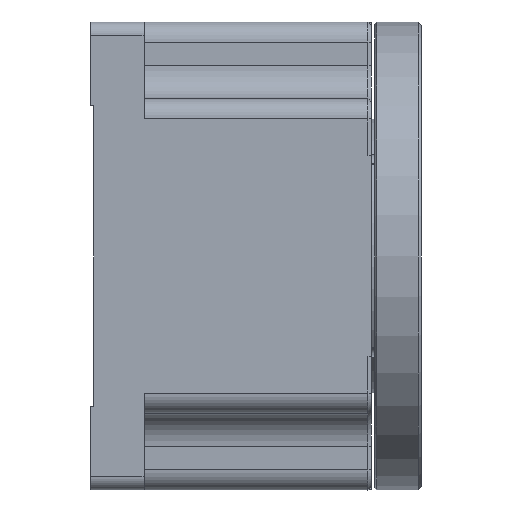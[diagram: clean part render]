
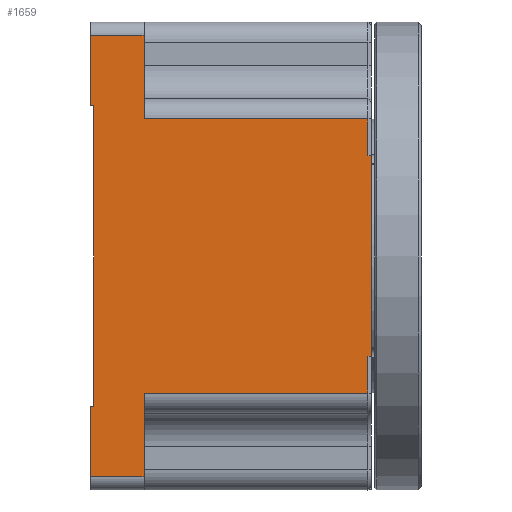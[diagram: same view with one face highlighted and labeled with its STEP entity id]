
A CAD part, front view. The second image highlights one B-rep face of the part: STEP entity #1659.
In plain terms, the highlighted planar face has unit normal (0, -1, 0).
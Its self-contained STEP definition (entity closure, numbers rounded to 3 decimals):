
#22 = EDGE_CURVE ( 'NONE', #1064, #3293, #3261, .T. ) ;
#72 = EDGE_CURVE ( 'NONE', #4144, #2528, #2919, .T. ) ;
#77 = CARTESIAN_POINT ( 'NONE',  ( -0.5, -35., 15. ) ) ;
#192 = CARTESIAN_POINT ( 'NONE',  ( -0.5, -35., -20.5 ) ) ;
#207 = DIRECTION ( 'NONE',  ( 1., 0., 0. ) ) ;
#241 = LINE ( 'NONE', #4948, #4930 ) ;
#244 = VERTEX_POINT ( 'NONE', #3823 ) ;
#275 = CARTESIAN_POINT ( 'NONE',  ( 0., -35., 15. ) ) ;
#278 = LINE ( 'NONE', #4168, #4327 ) ;
#336 = ORIENTED_EDGE ( 'NONE', *, *, #656, .F. ) ;
#415 = VERTEX_POINT ( 'NONE', #2033 ) ;
#434 = DIRECTION ( 'NONE',  ( -1., 0., 0. ) ) ;
#486 = LINE ( 'NONE', #4341, #4210 ) ;
#584 = ORIENTED_EDGE ( 'NONE', *, *, #3456, .F. ) ;
#656 = EDGE_CURVE ( 'NONE', #415, #4506, #486, .T. ) ;
#689 = CARTESIAN_POINT ( 'NONE',  ( -0.5, -35., -15. ) ) ;
#774 = VERTEX_POINT ( 'NONE', #275 ) ;
#808 = EDGE_CURVE ( 'NONE', #1911, #4378, #2569, .T. ) ;
#809 = ORIENTED_EDGE ( 'NONE', *, *, #3822, .T. ) ;
#829 = ORIENTED_EDGE ( 'NONE', *, *, #2770, .F. ) ;
#853 = VERTEX_POINT ( 'NONE', #1821 ) ;
#860 = LINE ( 'NONE', #2702, #1296 ) ;
#862 = VECTOR ( 'NONE', #3951, 1000. ) ;
#892 = VECTOR ( 'NONE', #207, 1000. ) ;
#1034 = DIRECTION ( 'NONE',  ( 0., 0., -1. ) ) ;
#1064 = VERTEX_POINT ( 'NONE', #4311 ) ;
#1085 = CARTESIAN_POINT ( 'NONE',  ( -34., -35., 20.5 ) ) ;
#1244 = VERTEX_POINT ( 'NONE', #3217 ) ;
#1261 = VECTOR ( 'NONE', #3212, 1000. ) ;
#1273 = LINE ( 'NONE', #2834, #1261 ) ;
#1290 = VECTOR ( 'NONE', #1034, 1000. ) ;
#1294 = CARTESIAN_POINT ( 'NONE',  ( -42., -35., -35. ) ) ;
#1296 = VECTOR ( 'NONE', #4243, 1000. ) ;
#1337 = LINE ( 'NONE', #1364, #1777 ) ;
#1338 = ORIENTED_EDGE ( 'NONE', *, *, #72, .T. ) ;
#1364 = CARTESIAN_POINT ( 'NONE',  ( -34., -35., -35. ) ) ;
#1376 = VECTOR ( 'NONE', #3800, 1000. ) ;
#1383 = FACE_OUTER_BOUND ( 'NONE', #2697, .T. ) ;
#1407 = DIRECTION ( 'NONE',  ( 0., 0., -1. ) ) ;
#1479 = CARTESIAN_POINT ( 'NONE',  ( -42., -35., -35. ) ) ;
#1562 = VECTOR ( 'NONE', #4870, 1000. ) ;
#1659 = ADVANCED_FACE ( 'NONE', ( #1383 ), #3348, .T. ) ;
#1710 = DIRECTION ( 'NONE',  ( -1., 0., 0. ) ) ;
#1726 = ORIENTED_EDGE ( 'NONE', *, *, #4333, .T. ) ;
#1763 = DIRECTION ( 'NONE',  ( 0., -1., 0. ) ) ;
#1768 = VECTOR ( 'NONE', #1969, 1000. ) ;
#1772 = CARTESIAN_POINT ( 'NONE',  ( -34., -35., -33. ) ) ;
#1773 = VERTEX_POINT ( 'NONE', #3480 ) ;
#1777 = VECTOR ( 'NONE', #2097, 1000. ) ;
#1821 = CARTESIAN_POINT ( 'NONE',  ( -42., -35., 33. ) ) ;
#1844 = CARTESIAN_POINT ( 'NONE',  ( -41.5, -35., 22.5 ) ) ;
#1862 = EDGE_CURVE ( 'NONE', #2302, #1911, #3834, .T. ) ;
#1886 = ORIENTED_EDGE ( 'NONE', *, *, #1862, .T. ) ;
#1911 = VERTEX_POINT ( 'NONE', #1844 ) ;
#1922 = CARTESIAN_POINT ( 'NONE',  ( -42., -35., 22.5 ) ) ;
#1932 = EDGE_CURVE ( 'NONE', #1244, #4456, #1995, .T. ) ;
#1969 = DIRECTION ( 'NONE',  ( 1., 0., 0. ) ) ;
#1995 = LINE ( 'NONE', #3500, #1768 ) ;
#2020 = VECTOR ( 'NONE', #3459, 1000. ) ;
#2033 = CARTESIAN_POINT ( 'NONE',  ( 0., -35., -15. ) ) ;
#2097 = DIRECTION ( 'NONE',  ( 0., 0., 1. ) ) ;
#2213 = LINE ( 'NONE', #4191, #3432 ) ;
#2224 = ORIENTED_EDGE ( 'NONE', *, *, #808, .T. ) ;
#2248 = DIRECTION ( 'NONE',  ( -1., 0., 0. ) ) ;
#2302 = VERTEX_POINT ( 'NONE', #4233 ) ;
#2492 = CARTESIAN_POINT ( 'NONE',  ( -42., -35., -22.5 ) ) ;
#2528 = VERTEX_POINT ( 'NONE', #4931 ) ;
#2536 = ORIENTED_EDGE ( 'NONE', *, *, #1932, .T. ) ;
#2569 = LINE ( 'NONE', #3326, #1562 ) ;
#2578 = EDGE_CURVE ( 'NONE', #853, #2302, #3762, .T. ) ;
#2606 = CARTESIAN_POINT ( 'NONE',  ( -34., -35., -35. ) ) ;
#2630 = VECTOR ( 'NONE', #2934, 1000. ) ;
#2697 = EDGE_LOOP ( 'NONE', ( #1886, #2224, #3152, #4131, #2536, #1726, #4536, #584, #336, #829, #809, #4399, #4649, #1338, #4091, #3749 ) ) ;
#2702 = CARTESIAN_POINT ( 'NONE',  ( -42., -35., 15. ) ) ;
#2770 = EDGE_CURVE ( 'NONE', #774, #415, #2787, .T. ) ;
#2787 = LINE ( 'NONE', #3973, #862 ) ;
#2810 = EDGE_CURVE ( 'NONE', #1773, #4144, #1273, .T. ) ;
#2834 = CARTESIAN_POINT ( 'NONE',  ( -42., -35., 20.5 ) ) ;
#2891 = CARTESIAN_POINT ( 'NONE',  ( -42., -35., -20.5 ) ) ;
#2919 = LINE ( 'NONE', #2606, #1376 ) ;
#2934 = DIRECTION ( 'NONE',  ( 0., 0., -1. ) ) ;
#2976 = LINE ( 'NONE', #1479, #1290 ) ;
#3054 = VECTOR ( 'NONE', #1710, 1000. ) ;
#3152 = ORIENTED_EDGE ( 'NONE', *, *, #4786, .T. ) ;
#3212 = DIRECTION ( 'NONE',  ( -1., 0., 0. ) ) ;
#3217 = CARTESIAN_POINT ( 'NONE',  ( -42., -35., -33. ) ) ;
#3261 = LINE ( 'NONE', #2891, #892 ) ;
#3293 = VERTEX_POINT ( 'NONE', #192 ) ;
#3326 = CARTESIAN_POINT ( 'NONE',  ( -41.5, -35., -35. ) ) ;
#3348 = PLANE ( 'NONE',  #3576 ) ;
#3432 = VECTOR ( 'NONE', #3753, 1000. ) ;
#3456 = EDGE_CURVE ( 'NONE', #4506, #3293, #2213, .T. ) ;
#3459 = DIRECTION ( 'NONE',  ( 1., 0., 0. ) ) ;
#3480 = CARTESIAN_POINT ( 'NONE',  ( -0.5, -35., 20.5 ) ) ;
#3500 = CARTESIAN_POINT ( 'NONE',  ( -42., -35., -33. ) ) ;
#3576 = AXIS2_PLACEMENT_3D ( 'NONE', #4866, #1763, #1407 ) ;
#3749 = ORIENTED_EDGE ( 'NONE', *, *, #2578, .T. ) ;
#3753 = DIRECTION ( 'NONE',  ( 0., 0., -1. ) ) ;
#3762 = LINE ( 'NONE', #1294, #2630 ) ;
#3800 = DIRECTION ( 'NONE',  ( 0., 0., 1. ) ) ;
#3822 = EDGE_CURVE ( 'NONE', #774, #4645, #860, .T. ) ;
#3823 = CARTESIAN_POINT ( 'NONE',  ( -42., -35., -22.5 ) ) ;
#3834 = LINE ( 'NONE', #1922, #2020 ) ;
#3951 = DIRECTION ( 'NONE',  ( 0., 0., -1. ) ) ;
#3973 = CARTESIAN_POINT ( 'NONE',  ( 0., -35., -35. ) ) ;
#4086 = EDGE_CURVE ( 'NONE', #244, #1244, #2976, .T. ) ;
#4091 = ORIENTED_EDGE ( 'NONE', *, *, #5002, .T. ) ;
#4131 = ORIENTED_EDGE ( 'NONE', *, *, #4086, .T. ) ;
#4134 = EDGE_CURVE ( 'NONE', #4645, #1773, #241, .T. ) ;
#4144 = VERTEX_POINT ( 'NONE', #1085 ) ;
#4168 = CARTESIAN_POINT ( 'NONE',  ( -42., -35., 33. ) ) ;
#4191 = CARTESIAN_POINT ( 'NONE',  ( -0.5, -35., -16. ) ) ;
#4210 = VECTOR ( 'NONE', #434, 1000. ) ;
#4233 = CARTESIAN_POINT ( 'NONE',  ( -42., -35., 22.5 ) ) ;
#4243 = DIRECTION ( 'NONE',  ( -1., 0., 0. ) ) ;
#4311 = CARTESIAN_POINT ( 'NONE',  ( -34., -35., -20.5 ) ) ;
#4327 = VECTOR ( 'NONE', #2248, 1000. ) ;
#4333 = EDGE_CURVE ( 'NONE', #4456, #1064, #1337, .T. ) ;
#4341 = CARTESIAN_POINT ( 'NONE',  ( 0., -35., -15. ) ) ;
#4378 = VERTEX_POINT ( 'NONE', #4426 ) ;
#4399 = ORIENTED_EDGE ( 'NONE', *, *, #4134, .T. ) ;
#4426 = CARTESIAN_POINT ( 'NONE',  ( -41.5, -35., -22.5 ) ) ;
#4456 = VERTEX_POINT ( 'NONE', #1772 ) ;
#4461 = DIRECTION ( 'NONE',  ( 0., 0., 1. ) ) ;
#4506 = VERTEX_POINT ( 'NONE', #689 ) ;
#4536 = ORIENTED_EDGE ( 'NONE', *, *, #22, .T. ) ;
#4645 = VERTEX_POINT ( 'NONE', #77 ) ;
#4649 = ORIENTED_EDGE ( 'NONE', *, *, #2810, .T. ) ;
#4770 = LINE ( 'NONE', #2492, #3054 ) ;
#4786 = EDGE_CURVE ( 'NONE', #4378, #244, #4770, .T. ) ;
#4866 = CARTESIAN_POINT ( 'NONE',  ( -42., -35., -35. ) ) ;
#4870 = DIRECTION ( 'NONE',  ( 0., 0., -1. ) ) ;
#4930 = VECTOR ( 'NONE', #4461, 1000. ) ;
#4931 = CARTESIAN_POINT ( 'NONE',  ( -34., -35., 33. ) ) ;
#4948 = CARTESIAN_POINT ( 'NONE',  ( -0.5, -35., -35. ) ) ;
#5002 = EDGE_CURVE ( 'NONE', #2528, #853, #278, .T. ) ;
